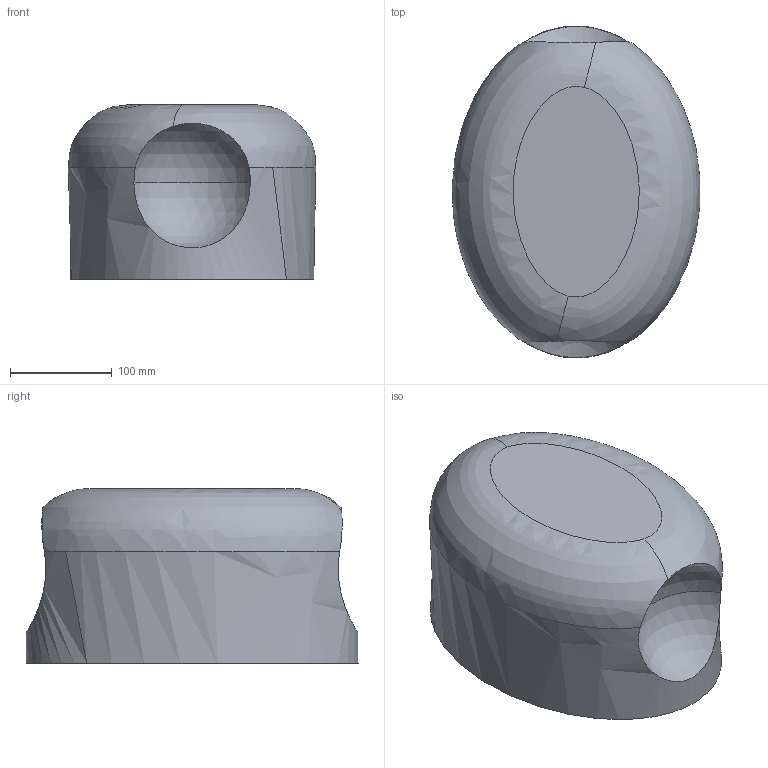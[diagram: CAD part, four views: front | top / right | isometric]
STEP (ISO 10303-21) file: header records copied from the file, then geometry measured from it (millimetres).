
FILE_DESCRIPTION (( 'STEP AP203' ), '1' );
FILE_NAME ('chest_Default_sldprt.STEP', '2016-03-08T13:11:21', ( '' ), ( '' ), 'SwSTEP 2.0', 'SolidWorks 2014', '' );
FILE_SCHEMA (( 'CONFIG_CONTROL_DESIGN' ));
Length unit declared in the file: millimetre
Products named in the file (1): chest_Default_sldprt
Bounding box: 243.74 x 326.96 x 172 mm (x, y, z)
Volume: 9230402.8 mm3; surface area: 276773.7 mm2
Topology: 1 solids, 2 shells, 12 faces, 31 edges, 21 vertices
Faces by surface type: sphere 6, bspline 4, plane 2
Entity records: 1579 total; most frequent: CARTESIAN_POINT 1287, ORIENTED_EDGE 52, DIRECTION 30, EDGE_CURVE 26, B_SPLINE_CURVE_WITH_KNOTS 18, VERTEX_POINT 18, AXIS2_PLACEMENT_3D 15, ADVANCED_FACE 12
